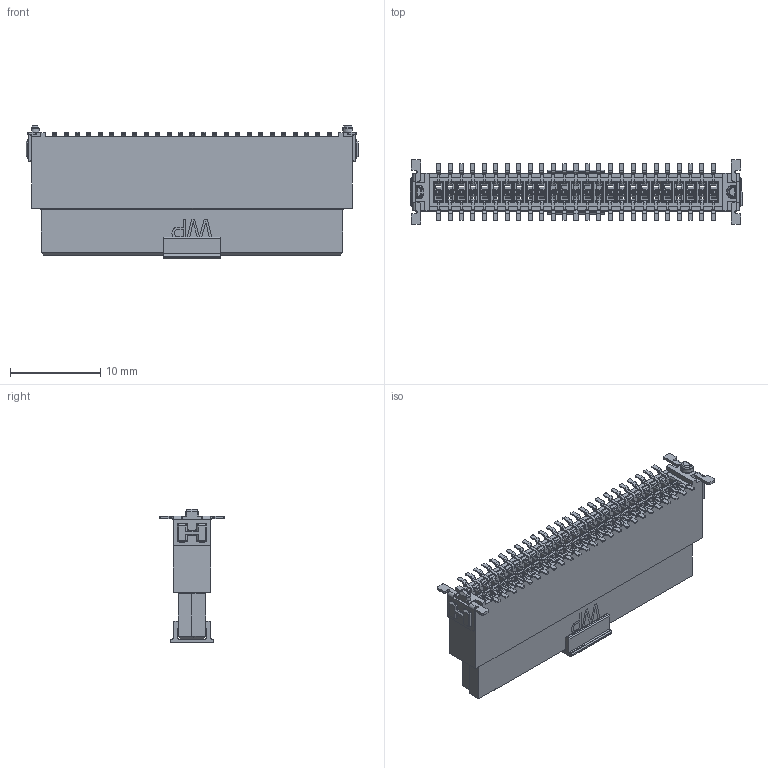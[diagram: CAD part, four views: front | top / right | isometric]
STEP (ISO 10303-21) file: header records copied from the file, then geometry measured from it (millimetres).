
FILE_DESCRIPTION (( 'STEP AP214' ), '1' );
FILE_NAME ('9013-50-3-xx-PPxx.stp', '2015-09-28T08:02:36', ( 'uk' ), ( 'wp' ), 'SwSTEP 2.0', 'SolidWorks 2008', '' );
FILE_SCHEMA (( 'AUTOMOTIVE_DESIGN' ));
Length unit declared in the file: millimetre
Products named in the file (5): T-9012-S-1-00_; T-9013-H13.65-2-00_; I-9013-H13.6-50-1-3_; I-606-C-2-P-2-2_; 9013-50-3-630-1-1-WP
Assembly tree (54 placements, depth 2):
  9013-50-3-630-1-1-WP
    T-9013-H13.65-2-00_  x50
    T-9012-S-1-00_  x2
    I-9013-H13.6-50-1-3_
    I-606-C-2-P-2-2_
Bounding box: 36.83 x 7.2 x 14.8 mm (x, y, z)
Volume: 1387.8 mm3; surface area: 6682.5 mm2
Topology: 54 solids, 54 shells, 9097 faces, 22882 edges, 13949 vertices
Faces by surface type: plane 5642, cylinder 3108, bspline 316, cone 24, torus 7
Entity records: 39063 total; most frequent: CARTESIAN_POINT 7399, ORIENTED_EDGE 6494, DIRECTION 6185, EDGE_CURVE 3247, VECTOR 2863, LINE 2863, VERTEX_POINT 1975, AXIS2_PLACEMENT_3D 1661
